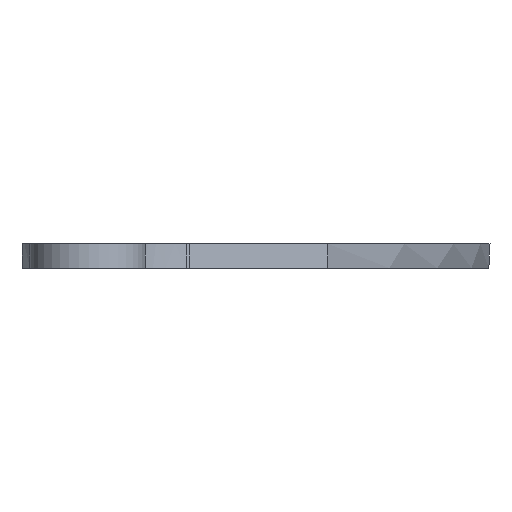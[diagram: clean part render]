
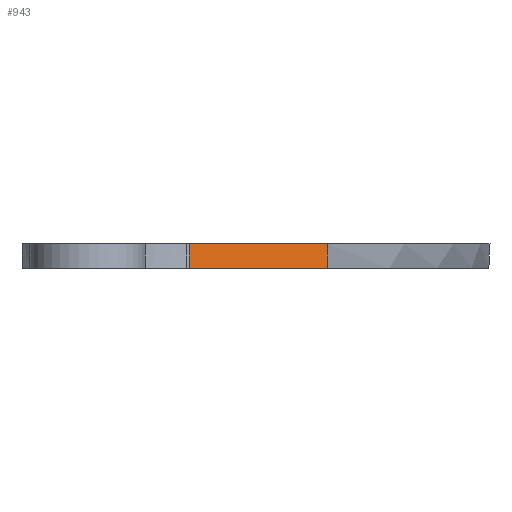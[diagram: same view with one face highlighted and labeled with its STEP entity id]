
A CAD part, left-side view. The second image highlights one B-rep face of the part: STEP entity #943.
In plain terms, the highlighted free-form (B-spline) face has degree [3, 1] with [12, 2] control points.
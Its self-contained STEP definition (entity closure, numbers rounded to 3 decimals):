
#76=LINE('',#2968,#130);
#130=VECTOR('',#1108,10.);
#195=B_SPLINE_SURFACE_WITH_KNOTS('',3,1,((#3034,#3035),(#3036,#3037),(#3038,
#3039),(#3040,#3041),(#3042,#3043),(#3044,#3045),(#3046,#3047),(#3048,#3049),
(#3050,#3051),(#3052,#3053),(#3054,#3055),(#3056,#3057)),.UNSPECIFIED.,
 .F.,.F.,.F.,(4,1,1,1,1,1,1,1,1,4),(2,2),(0.,1.917,3.834,
7.667,11.334,15.,16.212,17.423,
18.325,19.227),(0.,1.081),.UNSPECIFIED.);
#240=FACE_OUTER_BOUND('',#303,.T.);
#303=EDGE_LOOP('',(#859,#860,#861,#862));
#339=B_SPLINE_CURVE_WITH_KNOTS('',3,(#1519,#1520,#1521,#1522,#1523,#1524),
 .UNSPECIFIED.,.F.,.F.,(4,1,1,4),(-12.492,-12.416,-11.488,
-9.311),.UNSPECIFIED.);
#356=B_SPLINE_CURVE_WITH_KNOTS('',3,(#2231,#2232,#2233,#2234,#2235,#2236),
 .UNSPECIFIED.,.F.,.F.,(4,1,1,4),(-8.626,-5.158,-3.679,
-3.557),.UNSPECIFIED.);
#370=B_SPLINE_CURVE_WITH_KNOTS('',3,(#2642,#2643,#2644,#2645),
 .UNSPECIFIED.,.F.,.F.,(4,4),(-0.63,0.),
 .UNSPECIFIED.);
#393=VERTEX_POINT('',#1402);
#394=VERTEX_POINT('',#1518);
#433=VERTEX_POINT('',#2225);
#434=VERTEX_POINT('',#2230);
#488=EDGE_CURVE('',#394,#393,#339,.T.);
#530=EDGE_CURVE('',#434,#433,#356,.T.);
#574=EDGE_CURVE('',#394,#433,#370,.T.);
#588=EDGE_CURVE('',#393,#434,#76,.T.);
#859=ORIENTED_EDGE('',*,*,#574,.F.);
#860=ORIENTED_EDGE('',*,*,#488,.T.);
#861=ORIENTED_EDGE('',*,*,#588,.T.);
#862=ORIENTED_EDGE('',*,*,#530,.T.);
#943=ADVANCED_FACE('',(#240),#195,.T.);
#1108=DIRECTION('',(0.,0.,1.));
#1402=CARTESIAN_POINT('',(92.086,56.255,0.));
#1518=CARTESIAN_POINT('',(71.115,92.168,0.));
#1519=CARTESIAN_POINT('Ctrl Pts',(71.115,92.168,0.));
#1520=CARTESIAN_POINT('Ctrl Pts',(71.304,91.848,0.));
#1521=CARTESIAN_POINT('Ctrl Pts',(73.741,87.679,0.));
#1522=CARTESIAN_POINT('Ctrl Pts',(79.978,76.243,0.));
#1523=CARTESIAN_POINT('Ctrl Pts',(86.364,63.8,0.));
#1524=CARTESIAN_POINT('Ctrl Pts',(92.086,56.255,0.));
#2225=CARTESIAN_POINT('',(71.115,92.168,6.3));
#2230=CARTESIAN_POINT('',(92.086,56.255,6.3));
#2231=CARTESIAN_POINT('Ctrl Pts',(92.086,56.255,6.3));
#2232=CARTESIAN_POINT('Ctrl Pts',(86.364,63.8,6.3));
#2233=CARTESIAN_POINT('Ctrl Pts',(79.978,76.243,6.3));
#2234=CARTESIAN_POINT('Ctrl Pts',(73.741,87.679,6.3));
#2235=CARTESIAN_POINT('Ctrl Pts',(71.304,91.848,6.3));
#2236=CARTESIAN_POINT('Ctrl Pts',(71.115,92.168,6.3));
#2642=CARTESIAN_POINT('Ctrl Pts',(71.115,92.168,0.));
#2643=CARTESIAN_POINT('Ctrl Pts',(71.115,92.168,2.1));
#2644=CARTESIAN_POINT('Ctrl Pts',(71.115,92.168,4.2));
#2645=CARTESIAN_POINT('Ctrl Pts',(71.115,92.168,6.3));
#2968=CARTESIAN_POINT('',(92.086,56.255,6.3));
#3034=CARTESIAN_POINT('Ctrl Pts',(199.023,2.631,7.656));
#3035=CARTESIAN_POINT('Ctrl Pts',(199.023,2.631,-3.159));
#3036=CARTESIAN_POINT('Ctrl Pts',(193.159,1.671,7.656));
#3037=CARTESIAN_POINT('Ctrl Pts',(193.159,1.671,-3.159));
#3038=CARTESIAN_POINT('Ctrl Pts',(179.917,6.799,7.656));
#3039=CARTESIAN_POINT('Ctrl Pts',(179.917,6.799,-3.159));
#3040=CARTESIAN_POINT('Ctrl Pts',(156.362,14.75,7.656));
#3041=CARTESIAN_POINT('Ctrl Pts',(156.362,14.75,-3.159));
#3042=CARTESIAN_POINT('Ctrl Pts',(128.403,29.484,7.656));
#3043=CARTESIAN_POINT('Ctrl Pts',(128.403,29.484,-3.159));
#3044=CARTESIAN_POINT('Ctrl Pts',(94.807,47.192,7.656));
#3045=CARTESIAN_POINT('Ctrl Pts',(94.807,47.192,-3.159));
#3046=CARTESIAN_POINT('Ctrl Pts',(81.216,73.973,7.656));
#3047=CARTESIAN_POINT('Ctrl Pts',(81.216,73.973,-3.159));
#3048=CARTESIAN_POINT('Ctrl Pts',(72.072,90.739,7.656));
#3049=CARTESIAN_POINT('Ctrl Pts',(72.072,90.739,-3.159));
#3050=CARTESIAN_POINT('Ctrl Pts',(64.89,102.508,7.656));
#3051=CARTESIAN_POINT('Ctrl Pts',(64.89,102.508,-3.159));
#3052=CARTESIAN_POINT('Ctrl Pts',(55.439,97.45,7.656));
#3053=CARTESIAN_POINT('Ctrl Pts',(55.439,97.45,-3.159));
#3054=CARTESIAN_POINT('Ctrl Pts',(49.242,95.426,7.656));
#3055=CARTESIAN_POINT('Ctrl Pts',(49.242,95.426,-3.159));
#3056=CARTESIAN_POINT('Ctrl Pts',(47.018,93.894,7.656));
#3057=CARTESIAN_POINT('Ctrl Pts',(47.018,93.894,-3.159));
